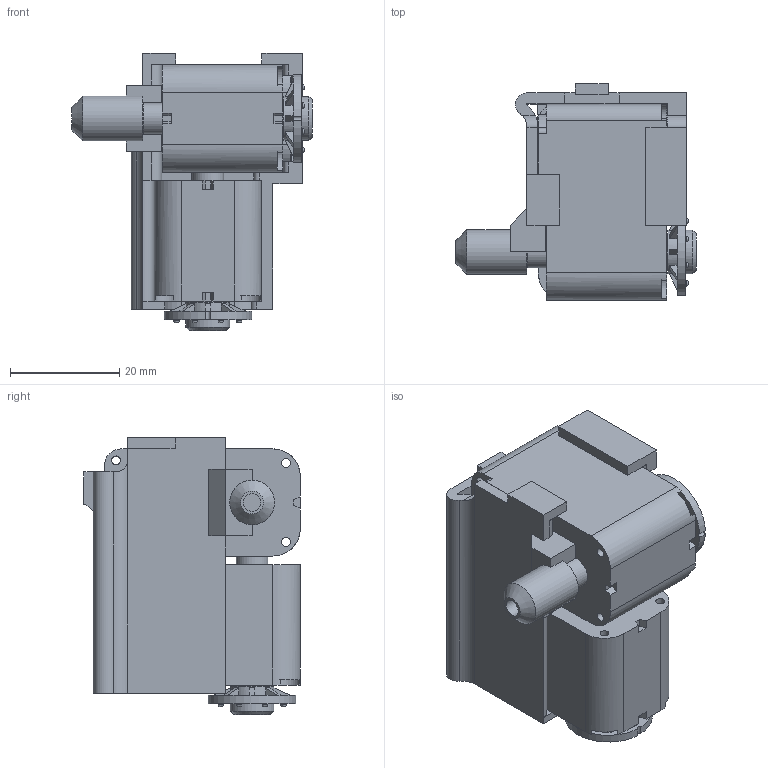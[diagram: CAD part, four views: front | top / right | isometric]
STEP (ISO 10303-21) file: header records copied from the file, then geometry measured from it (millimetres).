
FILE_DESCRIPTION(/* description */ (''),/* implementation_level */ '2;1');
FILE_NAME(/* name */ 'bracket_rs30x.step',/* time_stamp */ '2021-12-09T01:26:00+09:00',/* author */ (''),/* organization */ (''),/* preprocessor_version */ 'ST-DEVELOPER v18.1',/* originating_system */ 'Autodesk Translation Framework v10.10.0.1391',/* authorisation */ '');
FILE_SCHEMA (('AUTOMOTIVE_DESIGN { 1 0 10303 214 3 1 1 }'));
Length unit declared in the file: millimetre
Products named in the file (5): bracket_rs30x; servo; servo_1; rs304md; horn2
Assembly tree (6 placements, depth 3):
  bracket_rs30x
    servo
      rs304md
      horn2
    servo_1
      rs304md
      horn2
Bounding box: 44 x 39.6 x 50.7 mm (x, y, z)
Volume: 40460.5 mm3; surface area: 18428.5 mm2
Topology: 5 solids, 5 shells, 348 faces, 908 edges, 596 vertices
Faces by surface type: plane 233, cylinder 96, bspline 16, cone 3
Full cylindrical faces by diameter (mm): 1 x16, 1.623 x8, 3.2 x1, 5.8 x6, 8 x4, 8.2 x1
Entity records: 7146 total; most frequent: CARTESIAN_POINT 1420, DIRECTION 1198, ORIENTED_EDGE 1160, EDGE_CURVE 580, LINE 400, VECTOR 400, AXIS2_PLACEMENT_3D 399, VERTEX_POINT 381
